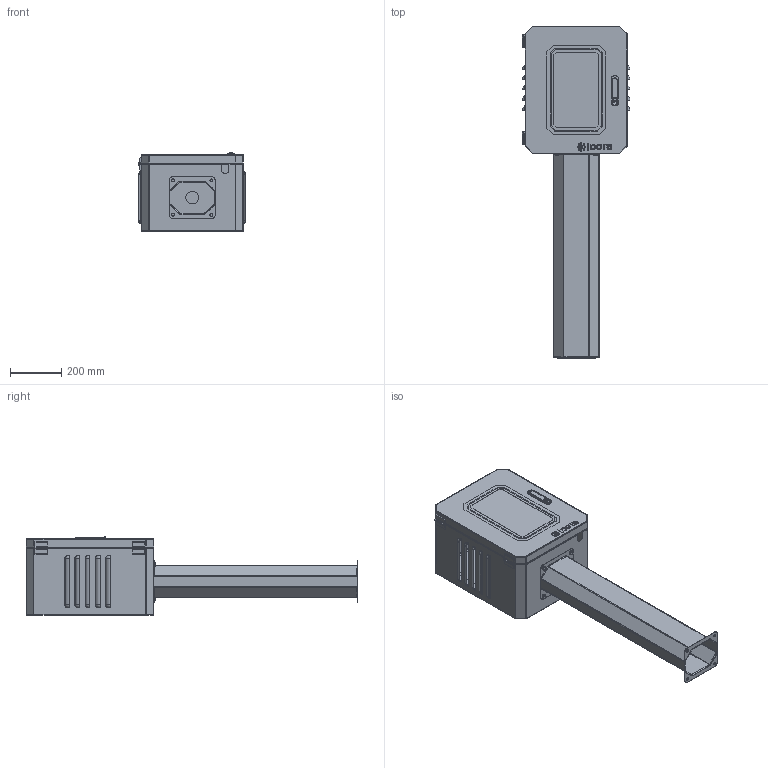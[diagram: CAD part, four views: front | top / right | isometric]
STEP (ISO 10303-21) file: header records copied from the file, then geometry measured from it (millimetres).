
FILE_DESCRIPTION (( 'STEP AP214' ), '1' );
FILE_NAME ('DOTS-500-GD_Çàðÿäíàÿ ñòàíöèÿ.STEP', '2025-09-21T10:46:43', ( '' ), ( '' ), 'SwSTEP 2.0', 'SolidWorks 2025', '' );
FILE_SCHEMA (( 'AUTOMOTIVE_DESIGN' ));
Length unit declared in the file: millimetre
Products named in the file (16): Washer 11371n_gost_Шайба A.8 ГОСТ 11371-78; Hex Nut 12126_gost_Гайка шестигранная самостопорящаяся с фланцем M8х1 - ГОСТ Р ИСО 12126-2009; Hex Bolt 15589_gost_Болт M8x20 ГОСТ 15589-70; DOTS.00.02.00_Дверь_500Х400Х300 стекло; Hex Nut 7044_gost_Гайка шестигранная самостопорящаяся с фланцем M6 - ГОСТ Р ИСО 7044-2009; Деталь1^RZP-318_Петля листовая_00; Петля 3.ZN65.002; Деталь1^DOTS.00.02.00_Дверь_00; DOTS-500-GD_Зарядная станция; RZP-318_Петля листовая; DOTS.00.02.01_Дверь_500Х400Х300 стекло; Резервная копия  DOTS.00.01.01_Корпус_500Х400; Резервная копия  DOTS.00.01.00_Корпус_500Х400; SC GOST 7045_gost_Винт со скругленной головкой ГОСТ Р ИСО 7045 - M6x8; DOTS.00.00.01_Стойка_01
Assembly tree (33 placements, depth 3):
  DOTS-500-GD_Зарядная станция
    Резервная копия  DOTS.00.01.00_Корпус_500Х400
      Резервная копия  DOTS.00.01.01_Корпус_500Х400
      Hex Nut 7044_gost_Гайка шестигранная самостопорящаяся с фланцем M6 - ГОСТ Р ИСО 7044-2009  x6
    DOTS.00.02.00_Дверь_500Х400Х300 стекло
      DOTS.00.02.01_Дверь_500Х400Х300 стекло
      Деталь1^DOTS.00.02.00_Дверь_00
      SC GOST 7045_gost_Винт со скругленной головкой ГОСТ Р ИСО 7045 - M6x8
    RZP-318_Петля листовая
      Петля 3.ZN65.002  x2
      Деталь1^RZP-318_Петля листовая_00
    RZP-318_Петля листовая
      Петля 3.ZN65.002  x2
      Деталь1^RZP-318_Петля листовая_00
    DOTS.00.00.01_Стойка_01
    Washer 11371n_gost_Шайба A.8 ГОСТ 11371-78  x4
    Hex Bolt 15589_gost_Болт M8x20 ГОСТ 15589-70  x4
    Hex Nut 12126_gost_Гайка шестигранная самостопорящаяся с фланцем M8х1 - ГОСТ Р ИСО 12126-2009  x4
Bounding box: 421.5 x 1300 x 306.85 mm (x, y, z)
Volume: 2357709.5 mm3; surface area: 3368714.2 mm2
Topology: 41 solids, 41 shells, 1493 faces, 3670 edges, 2264 vertices
Faces by surface type: cylinder 567, plane 531, torus 191, cone 88, sphere 74, bspline 42
Entity records: 47175 total; most frequent: CARTESIAN_POINT 12068, DIRECTION 6372, ORIENTED_EDGE 5718, EDGE_CURVE 2859, AXIS2_PLACEMENT_3D 2513, VERTEX_POINT 1772, LINE 1346, VECTOR 1346
